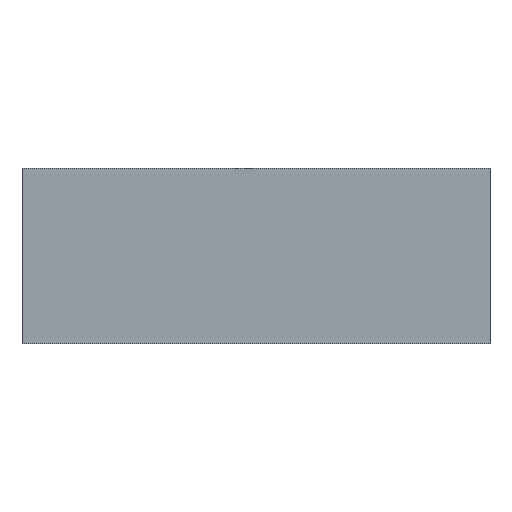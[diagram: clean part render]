
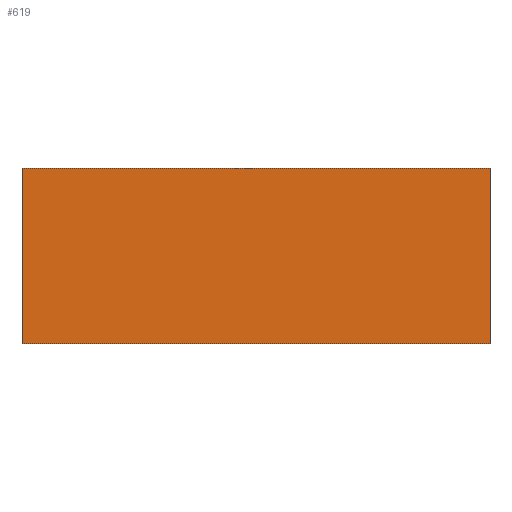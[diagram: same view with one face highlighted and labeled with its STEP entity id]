
A CAD part, front view. The second image highlights one B-rep face of the part: STEP entity #619.
In plain terms, the highlighted planar face has unit normal (0, -1, 0).
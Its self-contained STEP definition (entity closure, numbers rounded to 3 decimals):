
#86=DIRECTION('',(1.,0.,0.));
#87=VECTOR('',#86,0.8);
#88=CARTESIAN_POINT('',(-0.4,-0.8,0.));
#89=LINE('',#88,#87);
#128=DIRECTION('',(0.,0.,1.));
#129=VECTOR('',#128,0.3);
#130=CARTESIAN_POINT('',(0.4,-0.8,0.));
#131=LINE('',#130,#129);
#149=DIRECTION('',(1.,0.,0.));
#150=VECTOR('',#149,0.8);
#151=CARTESIAN_POINT('',(-0.4,-0.8,0.3));
#152=LINE('',#151,#150);
#282=DIRECTION('',(0.,0.,1.));
#283=VECTOR('',#282,0.3);
#284=CARTESIAN_POINT('',(-0.4,-0.8,0.));
#285=LINE('',#284,#283);
#296=CARTESIAN_POINT('',(-0.4,-0.8,0.));
#297=CARTESIAN_POINT('',(0.4,-0.8,0.));
#298=VERTEX_POINT('',#296);
#299=VERTEX_POINT('',#297);
#304=CARTESIAN_POINT('',(-0.4,-0.8,0.3));
#305=CARTESIAN_POINT('',(0.4,-0.8,0.3));
#306=VERTEX_POINT('',#304);
#307=VERTEX_POINT('',#305);
#608=CARTESIAN_POINT('',(-0.4,-0.8,0.));
#609=DIRECTION('',(0.,-1.,0.));
#610=DIRECTION('',(1.,0.,0.));
#611=AXIS2_PLACEMENT_3D('',#608,#609,#610);
#612=PLANE('',#611);
#613=ORIENTED_EDGE('',*,*,#369,.F.);
#614=ORIENTED_EDGE('',*,*,#589,.T.);
#615=ORIENTED_EDGE('',*,*,#438,.T.);
#616=ORIENTED_EDGE('',*,*,#423,.F.);
#617=EDGE_LOOP('',(#613,#614,#615,#616));
#618=FACE_OUTER_BOUND('',#617,.F.);
#619=ADVANCED_FACE('',(#618),#612,.T.);
#369=EDGE_CURVE('',#298,#299,#89,.T.);
#423=EDGE_CURVE('',#299,#307,#131,.T.);
#438=EDGE_CURVE('',#306,#307,#152,.T.);
#589=EDGE_CURVE('',#298,#306,#285,.T.);
